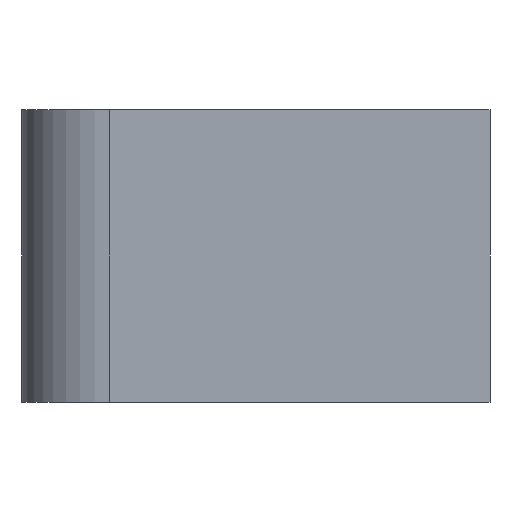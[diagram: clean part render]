
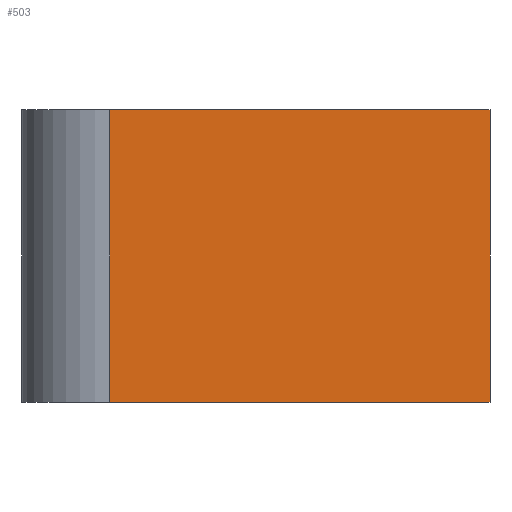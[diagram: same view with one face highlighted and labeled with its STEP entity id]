
A CAD part, left-side view. The second image highlights one B-rep face of the part: STEP entity #503.
In plain terms, the highlighted planar face has unit normal (-1, 0, 0).
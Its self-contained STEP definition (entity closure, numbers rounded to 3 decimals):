
#122=DIRECTION('',(0.,-1.,0.));
#123=VECTOR('',#122,13.);
#124=CARTESIAN_POINT('',(0.,13.,0.));
#125=LINE('',#124,#123);
#175=DIRECTION('',(0.,0.,1.));
#176=VECTOR('',#175,10.);
#177=CARTESIAN_POINT('',(0.,0.,0.));
#178=LINE('',#177,#176);
#182=DIRECTION('',(0.,0.,-1.));
#183=VECTOR('',#182,10.);
#184=CARTESIAN_POINT('',(0.,13.,10.));
#185=LINE('',#184,#183);
#248=DIRECTION('',(0.,-1.,0.));
#249=VECTOR('',#248,13.);
#250=CARTESIAN_POINT('',(0.,13.,10.));
#251=LINE('',#250,#249);
#375=CARTESIAN_POINT('',(0.,0.,0.));
#376=CARTESIAN_POINT('',(0.,0.,10.));
#377=VERTEX_POINT('',#375);
#378=VERTEX_POINT('',#376);
#395=CARTESIAN_POINT('',(0.,13.,0.));
#397=VERTEX_POINT('',#395);
#401=CARTESIAN_POINT('',(0.,13.,10.));
#402=VERTEX_POINT('',#401);
#490=CARTESIAN_POINT('',(0.,16.,0.));
#491=DIRECTION('',(-1.,0.,0.));
#492=DIRECTION('',(0.,-1.,0.));
#493=AXIS2_PLACEMENT_3D('',#490,#491,#492);
#494=PLANE('',#493);
#496=ORIENTED_EDGE('',*,*,#495,.F.);
#498=ORIENTED_EDGE('',*,*,#497,.T.);
#499=ORIENTED_EDGE('',*,*,#483,.F.);
#500=ORIENTED_EDGE('',*,*,#442,.F.);
#501=EDGE_LOOP('',(#496,#498,#499,#500));
#502=FACE_OUTER_BOUND('',#501,.F.);
#503=ADVANCED_FACE('',(#502),#494,.T.);
#442=EDGE_CURVE('',#397,#377,#125,.T.);
#483=EDGE_CURVE('',#377,#378,#178,.T.);
#495=EDGE_CURVE('',#402,#397,#185,.T.);
#497=EDGE_CURVE('',#402,#378,#251,.T.);
